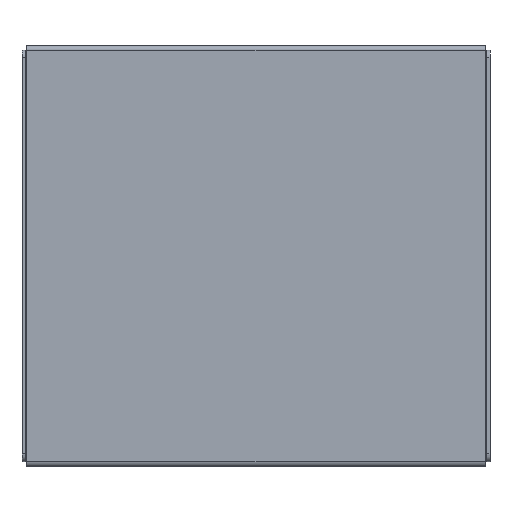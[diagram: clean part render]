
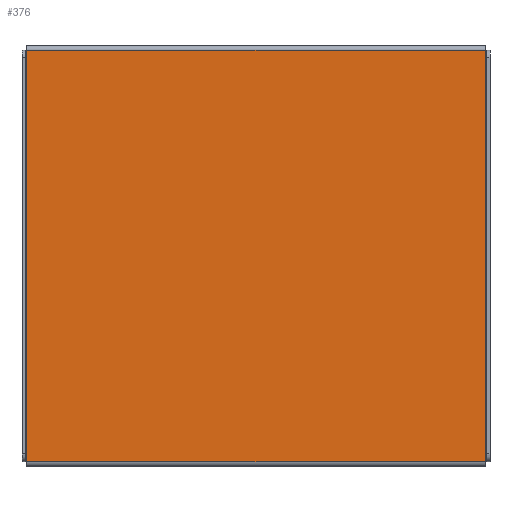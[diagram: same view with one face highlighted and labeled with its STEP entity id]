
A CAD part, top view. The second image highlights one B-rep face of the part: STEP entity #376.
In plain terms, the highlighted planar face has unit normal (0, 0, 1).
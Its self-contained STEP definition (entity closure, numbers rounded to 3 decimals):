
#94 = LINE ( 'NONE', #1459, #357 ) ;
#104 = LINE ( 'NONE', #214, #1022 ) ;
#115 = ORIENTED_EDGE ( 'NONE', *, *, #1655, .F. ) ;
#124 = VERTEX_POINT ( 'NONE', #702 ) ;
#177 = ORIENTED_EDGE ( 'NONE', *, *, #1537, .F. ) ;
#214 = CARTESIAN_POINT ( 'NONE',  ( -150., -134.5, 0. ) ) ;
#313 = DIRECTION ( 'NONE',  ( 0., -1., 0. ) ) ;
#340 = EDGE_CURVE ( 'NONE', #1575, #939, #94, .T. ) ;
#357 = VECTOR ( 'NONE', #1045, 1000. ) ;
#376 = ADVANCED_FACE ( 'NONE', ( #528 ), #796, .T. ) ;
#405 = CARTESIAN_POINT ( 'NONE',  ( 0., 0., 0. ) ) ;
#455 = CARTESIAN_POINT ( 'NONE',  ( 150., 134.5, 0. ) ) ;
#468 = ORIENTED_EDGE ( 'NONE', *, *, #340, .T. ) ;
#528 = FACE_OUTER_BOUND ( 'NONE', #748, .T. ) ;
#553 = CARTESIAN_POINT ( 'NONE',  ( -153., 134.5, 0. ) ) ;
#702 = CARTESIAN_POINT ( 'NONE',  ( 150., 134.5, 0. ) ) ;
#748 = EDGE_LOOP ( 'NONE', ( #837, #115, #468, #177 ) ) ;
#782 = DIRECTION ( 'NONE',  ( -1., 0., 0. ) ) ;
#796 = PLANE ( 'NONE',  #1039 ) ;
#837 = ORIENTED_EDGE ( 'NONE', *, *, #1078, .T. ) ;
#939 = VERTEX_POINT ( 'NONE', #1540 ) ;
#956 = CARTESIAN_POINT ( 'NONE',  ( -150., 134.5, 0. ) ) ;
#963 = VECTOR ( 'NONE', #313, 1000. ) ;
#1022 = VECTOR ( 'NONE', #1379, 1000. ) ;
#1039 = AXIS2_PLACEMENT_3D ( 'NONE', #405, #1049, #1578 ) ;
#1045 = DIRECTION ( 'NONE',  ( 1., 0., 0. ) ) ;
#1047 = LINE ( 'NONE', #553, #1534 ) ;
#1049 = DIRECTION ( 'NONE',  ( 0., 0., 1. ) ) ;
#1078 = EDGE_CURVE ( 'NONE', #124, #1568, #1047, .T. ) ;
#1129 = CARTESIAN_POINT ( 'NONE',  ( -150., -134.5, 0. ) ) ;
#1379 = DIRECTION ( 'NONE',  ( 0., 1., 0. ) ) ;
#1459 = CARTESIAN_POINT ( 'NONE',  ( -153., -134.5, 0. ) ) ;
#1531 = LINE ( 'NONE', #455, #963 ) ;
#1534 = VECTOR ( 'NONE', #782, 1000. ) ;
#1537 = EDGE_CURVE ( 'NONE', #124, #939, #1531, .T. ) ;
#1540 = CARTESIAN_POINT ( 'NONE',  ( 150., -134.5, 0. ) ) ;
#1568 = VERTEX_POINT ( 'NONE', #956 ) ;
#1575 = VERTEX_POINT ( 'NONE', #1129 ) ;
#1578 = DIRECTION ( 'NONE',  ( 1., 0., 0. ) ) ;
#1655 = EDGE_CURVE ( 'NONE', #1575, #1568, #104, .T. ) ;
